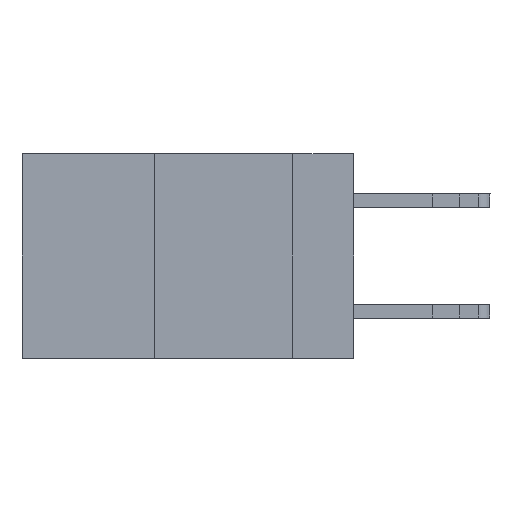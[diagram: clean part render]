
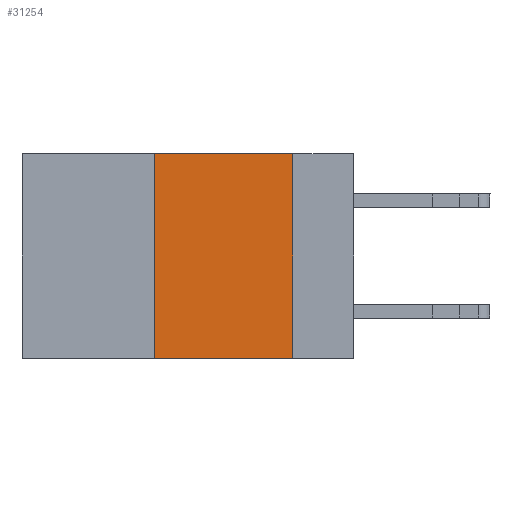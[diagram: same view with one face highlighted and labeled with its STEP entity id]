
A CAD part, left-side view. The second image highlights one B-rep face of the part: STEP entity #31254.
In plain terms, the highlighted planar face has unit normal (-1, 0, 0).
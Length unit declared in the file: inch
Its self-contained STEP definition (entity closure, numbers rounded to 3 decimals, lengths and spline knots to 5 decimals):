
#255 = CARTESIAN_POINT ( 'NONE',  ( 0., 0.11, 0. ) ) ;
#529 = ORIENTED_EDGE ( 'NONE', *, *, #4743, .T. ) ;
#1767 = LINE ( 'NONE', #255, #20961 ) ;
#4743 = EDGE_CURVE ( 'NONE', #34310, #10275, #34977, .T. ) ;
#6407 = CARTESIAN_POINT ( 'NONE',  ( 0., 0.36, 0. ) ) ;
#6679 = DIRECTION ( 'NONE',  ( 0., -1., 0. ) ) ;
#8626 = DIRECTION ( 'NONE',  ( 0., 0., 1. ) ) ;
#10275 = VERTEX_POINT ( 'NONE', #12230 ) ;
#10681 = ORIENTED_EDGE ( 'NONE', *, *, #36153, .F. ) ;
#11972 = LINE ( 'NONE', #22659, #31686 ) ;
#12230 = CARTESIAN_POINT ( 'NONE',  ( 0., 0.11, -0.37 ) ) ;
#12271 = AXIS2_PLACEMENT_3D ( 'NONE', #33391, #27877, #28104 ) ;
#12392 = ORIENTED_EDGE ( 'NONE', *, *, #15913, .F. ) ;
#12814 = CARTESIAN_POINT ( 'NONE',  ( 0., 0.6, -0.37 ) ) ;
#14352 = DIRECTION ( 'NONE',  ( 0., -1., 0. ) ) ;
#15303 = LINE ( 'NONE', #25331, #20050 ) ;
#15913 = EDGE_CURVE ( 'NONE', #22452, #23284, #11972, .T. ) ;
#17742 = CARTESIAN_POINT ( 'NONE',  ( 0., 0.36, -0.37 ) ) ;
#20050 = VECTOR ( 'NONE', #8626, 39.37008 ) ;
#20961 = VECTOR ( 'NONE', #30803, 39.37008 ) ;
#22255 = VECTOR ( 'NONE', #14352, 39.37008 ) ;
#22452 = VERTEX_POINT ( 'NONE', #6407 ) ;
#22659 = CARTESIAN_POINT ( 'NONE',  ( 0., 0.6, 0. ) ) ;
#23284 = VERTEX_POINT ( 'NONE', #27002 ) ;
#23311 = ORIENTED_EDGE ( 'NONE', *, *, #28771, .F. ) ;
#23405 = EDGE_LOOP ( 'NONE', ( #10681, #12392, #23311, #529 ) ) ;
#25331 = CARTESIAN_POINT ( 'NONE',  ( 0., 0.36, 0. ) ) ;
#27002 = CARTESIAN_POINT ( 'NONE',  ( 0., 0.11, 0. ) ) ;
#27757 = PLANE ( 'NONE',  #12271 ) ;
#27877 = DIRECTION ( 'NONE',  ( 1., 0., 0. ) ) ;
#28104 = DIRECTION ( 'NONE',  ( 0., 0., -1. ) ) ;
#28771 = EDGE_CURVE ( 'NONE', #34310, #22452, #15303, .T. ) ;
#29037 = FACE_OUTER_BOUND ( 'NONE', #23405, .T. ) ;
#30803 = DIRECTION ( 'NONE',  ( 0., 0., -1. ) ) ;
#31254 = ADVANCED_FACE ( 'NONE', ( #29037 ), #27757, .F. ) ;
#31686 = VECTOR ( 'NONE', #6679, 39.37008 ) ;
#33391 = CARTESIAN_POINT ( 'NONE',  ( 0., 0.6, 0. ) ) ;
#34310 = VERTEX_POINT ( 'NONE', #17742 ) ;
#34977 = LINE ( 'NONE', #12814, #22255 ) ;
#36153 = EDGE_CURVE ( 'NONE', #23284, #10275, #1767, .T. ) ;
